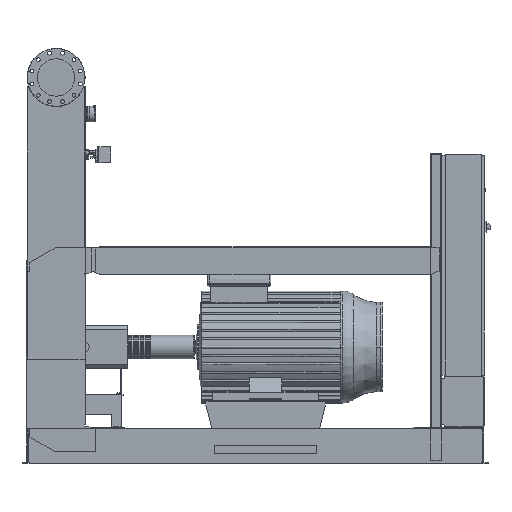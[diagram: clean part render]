
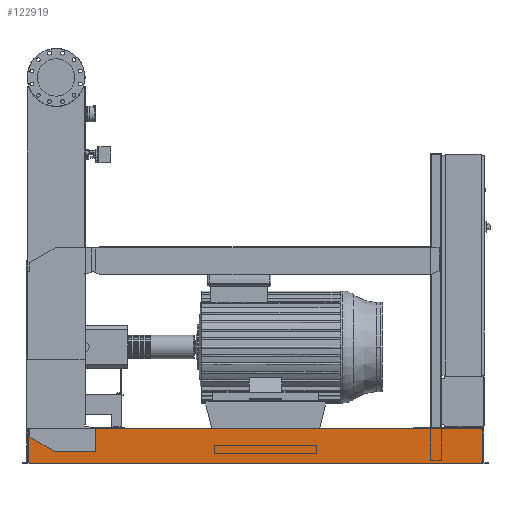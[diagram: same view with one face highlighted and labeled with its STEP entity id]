
A CAD part, front view. The second image highlights one B-rep face of the part: STEP entity #122919.
In plain terms, the highlighted free-form (B-spline) face has degree [1, 1] with [2, 2] control points.
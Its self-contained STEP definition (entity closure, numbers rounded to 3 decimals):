
#118150=CARTESIAN_POINT('',(-158.0,-460.5,202.));
#118151=VERTEX_POINT('',#118150);
#118158=CARTESIAN_POINT('',(-158.0,-460.5,208.));
#118159=VERTEX_POINT('',#118158);
#118160=CARTESIAN_POINT('',(-158.0,-460.5,202.));
#118161=DIRECTION('',(0.0,0.0,1.0));
#118162=VECTOR('',#118161,6.);
#118163=LINE('',#118160,#118162);
#118164=EDGE_CURVE('',#118151,#118159,#118163,.T.);
#121204=CARTESIAN_POINT('',(2495.,-460.5,208.));
#121205=VERTEX_POINT('',#121204);
#121206=CARTESIAN_POINT('',(-158.0,-460.5,208.));
#121207=DIRECTION('',(1.0,0.0,0.0));
#121208=VECTOR('',#121207,2653.);
#121209=LINE('',#121206,#121208);
#121210=EDGE_CURVE('',#118159,#121205,#121209,.T.);
#122507=CARTESIAN_POINT('',(2503.,-460.5,202.));
#122508=VERTEX_POINT('',#122507);
#122515=CARTESIAN_POINT('',(2503.,-460.5,112.689));
#122516=VERTEX_POINT('',#122515);
#122517=CARTESIAN_POINT('',(2503.,-460.5,112.689));
#122518=DIRECTION('',(0.0,0.0,1.0));
#122519=VECTOR('',#122518,89.311);
#122520=LINE('',#122517,#122519);
#122521=EDGE_CURVE('',#122516,#122508,#122520,.T.);
#122833=CARTESIAN_POINT('',(-166.,-460.5,3.));
#122834=CARTESIAN_POINT('',(-166.,-460.5,208.));
#122835=CARTESIAN_POINT('',(2503.,-460.5,3.));
#122836=CARTESIAN_POINT('',(2503.,-460.5,208.));
#122837=B_SPLINE_SURFACE_WITH_KNOTS('',1,1,((#122833,#122835),(#122834,#122836)),.UNSPECIFIED.,.F.,.F.,.U.,(2,2),(2,2),(0.0,205.),(0.0,2669.0),.UNSPECIFIED.);
#122838=CARTESIAN_POINT('',(2503.,-460.5,6.));
#122839=VERTEX_POINT('',#122838);
#122840=CARTESIAN_POINT('',(2503.,-460.5,6.));
#122841=DIRECTION('',(0.0,0.0,1.0));
#122842=VECTOR('',#122841,106.689);
#122843=LINE('',#122840,#122842);
#122844=EDGE_CURVE('',#122839,#122516,#122843,.T.);
#122845=ORIENTED_EDGE('',*,*,#122844,.T.);
#122846=ORIENTED_EDGE('',*,*,#122521,.T.);
#122847=CARTESIAN_POINT('',(2495.,-460.5,202.));
#122848=VERTEX_POINT('',#122847);
#122849=CARTESIAN_POINT('',(2503.,-460.5,202.));
#122850=DIRECTION('',(-1.0,0.0,0.0));
#122851=VECTOR('',#122850,8.0);
#122852=LINE('',#122849,#122851);
#122853=EDGE_CURVE('',#122508,#122848,#122852,.T.);
#122854=ORIENTED_EDGE('',*,*,#122853,.T.);
#122855=CARTESIAN_POINT('',(2495.,-460.5,208.));
#122856=DIRECTION('',(0.0,0.0,-1.0));
#122857=VECTOR('',#122856,6.);
#122858=LINE('',#122855,#122857);
#122859=EDGE_CURVE('',#121205,#122848,#122858,.T.);
#122860=ORIENTED_EDGE('',*,*,#122859,.F.);
#122861=ORIENTED_EDGE('',*,*,#121210,.F.);
#122862=ORIENTED_EDGE('',*,*,#118164,.F.);
#122863=CARTESIAN_POINT('',(-166.,-460.5,202.));
#122864=VERTEX_POINT('',#122863);
#122865=CARTESIAN_POINT('',(-158.0,-460.5,202.));
#122866=DIRECTION('',(-1.0,0.0,0.0));
#122867=VECTOR('',#122866,8.);
#122868=LINE('',#122865,#122867);
#122869=EDGE_CURVE('',#118151,#122864,#122868,.T.);
#122870=ORIENTED_EDGE('',*,*,#122869,.T.);
#122871=CARTESIAN_POINT('',(-166.,-460.5,6.));
#122872=VERTEX_POINT('',#122871);
#122873=CARTESIAN_POINT('',(-166.,-460.5,202.));
#122874=DIRECTION('',(0.0,0.0,-1.0));
#122875=VECTOR('',#122874,196.);
#122876=LINE('',#122873,#122875);
#122877=EDGE_CURVE('',#122864,#122872,#122876,.T.);
#122878=ORIENTED_EDGE('',*,*,#122877,.T.);
#122879=CARTESIAN_POINT('',(-158.0,-460.5,6.));
#122880=VERTEX_POINT('',#122879);
#122881=CARTESIAN_POINT('',(-166.,-460.5,6.));
#122882=DIRECTION('',(1.0,0.0,0.0));
#122883=VECTOR('',#122882,8.);
#122884=LINE('',#122881,#122883);
#122885=EDGE_CURVE('',#122872,#122880,#122884,.T.);
#122886=ORIENTED_EDGE('',*,*,#122885,.T.);
#122887=CARTESIAN_POINT('',(-158.0,-460.5,3.));
#122888=VERTEX_POINT('',#122887);
#122889=CARTESIAN_POINT('',(-158.0,-460.5,3.));
#122890=DIRECTION('',(0.0,0.0,1.0));
#122891=VECTOR('',#122890,3.);
#122892=LINE('',#122889,#122891);
#122893=EDGE_CURVE('',#122888,#122880,#122892,.T.);
#122894=ORIENTED_EDGE('',*,*,#122893,.F.);
#122895=CARTESIAN_POINT('',(2495.,-460.5,3.));
#122896=VERTEX_POINT('',#122895);
#122897=CARTESIAN_POINT('',(2495.,-460.5,3.));
#122898=DIRECTION('',(-1.0,0.0,0.0));
#122899=VECTOR('',#122898,2653.);
#122900=LINE('',#122897,#122899);
#122901=EDGE_CURVE('',#122896,#122888,#122900,.T.);
#122902=ORIENTED_EDGE('',*,*,#122901,.F.);
#122903=CARTESIAN_POINT('',(2495.,-460.5,6.));
#122904=VERTEX_POINT('',#122903);
#122905=CARTESIAN_POINT('',(2495.,-460.5,6.));
#122906=DIRECTION('',(0.0,0.0,-1.0));
#122907=VECTOR('',#122906,3.);
#122908=LINE('',#122905,#122907);
#122909=EDGE_CURVE('',#122904,#122896,#122908,.T.);
#122910=ORIENTED_EDGE('',*,*,#122909,.F.);
#122911=CARTESIAN_POINT('',(2495.,-460.5,6.));
#122912=DIRECTION('',(1.0,0.0,0.0));
#122913=VECTOR('',#122912,8.0);
#122914=LINE('',#122911,#122913);
#122915=EDGE_CURVE('',#122904,#122839,#122914,.T.);
#122916=ORIENTED_EDGE('',*,*,#122915,.T.);
#122917=EDGE_LOOP('',(#122845,#122846,#122854,#122860,#122861,#122862,#122870,#122878,#122886,#122894,#122902,#122910,#122916));
#122918=FACE_OUTER_BOUND('',#122917,.T.);
#122919=ADVANCED_FACE('',(#122918),#122837,.F.);
